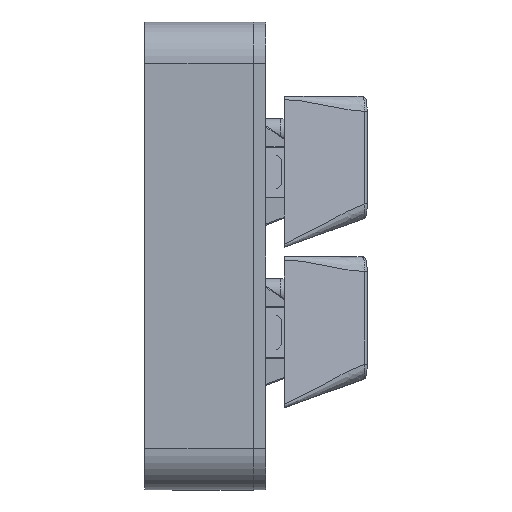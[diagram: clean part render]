
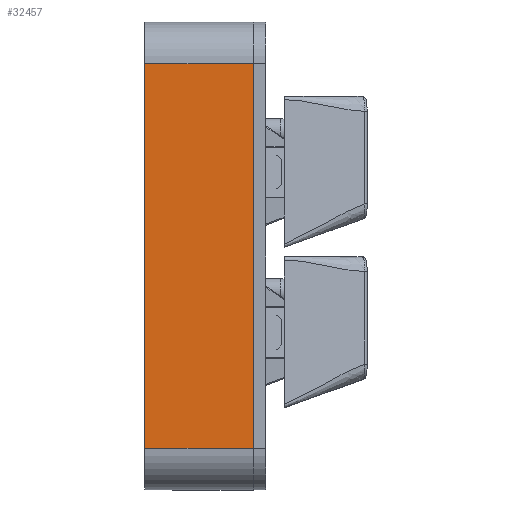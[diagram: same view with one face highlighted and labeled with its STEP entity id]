
A CAD part, left-side view. The second image highlights one B-rep face of the part: STEP entity #32457.
In plain terms, the highlighted planar face has unit normal (-1, 0, 0).
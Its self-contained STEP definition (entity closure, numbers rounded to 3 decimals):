
#3893=FACE_OUTER_BOUND('',#5922,.T.);
#5922=EDGE_LOOP('',(#21884,#21885,#21886,#21887));
#8089=LINE('',#48791,#10990);
#8094=LINE('',#48805,#10995);
#8103=LINE('',#48836,#11004);
#8116=LINE('',#48880,#11017);
#10990=VECTOR('',#38379,10.);
#10995=VECTOR('',#38392,10.);
#11004=VECTOR('',#38423,10.);
#11017=VECTOR('',#38474,10.);
#13887=VERTEX_POINT('',#48784);
#13890=VERTEX_POINT('',#48789);
#13895=VERTEX_POINT('',#48804);
#13906=VERTEX_POINT('',#48835);
#16858=EDGE_CURVE('',#13890,#13887,#8089,.T.);
#16865=EDGE_CURVE('',#13887,#13895,#8094,.T.);
#16881=EDGE_CURVE('',#13895,#13906,#8103,.T.);
#16903=EDGE_CURVE('',#13906,#13890,#8116,.T.);
#21884=ORIENTED_EDGE('',*,*,#16858,.F.);
#21885=ORIENTED_EDGE('',*,*,#16903,.F.);
#21886=ORIENTED_EDGE('',*,*,#16881,.F.);
#21887=ORIENTED_EDGE('',*,*,#16865,.F.);
#31672=PLANE('',#34635);
#32457=ADVANCED_FACE('',(#3893),#31672,.T.);
#34635=AXIS2_PLACEMENT_3D('',#48879,#38472,#38473);
#38379=DIRECTION('',(0.,0.,1.));
#38392=DIRECTION('',(0.,-1.,0.));
#38423=DIRECTION('',(0.,0.,-1.));
#38472=DIRECTION('center_axis',(-1.,0.,0.));
#38473=DIRECTION('ref_axis',(0.,-1.,0.));
#38474=DIRECTION('',(0.,1.,0.));
#48784=CARTESIAN_POINT('',(-33.5,53.5,13.));
#48789=CARTESIAN_POINT('',(-33.5,53.5,0.));
#48791=CARTESIAN_POINT('',(-33.5,53.5,0.));
#48804=CARTESIAN_POINT('',(-33.5,7.375,13.));
#48805=CARTESIAN_POINT('',(-33.5,2.375,13.));
#48835=CARTESIAN_POINT('',(-33.5,7.375,0.));
#48836=CARTESIAN_POINT('',(-33.5,7.375,0.));
#48879=CARTESIAN_POINT('Origin',(-33.5,58.5,0.));
#48880=CARTESIAN_POINT('',(-33.5,2.375,0.));
